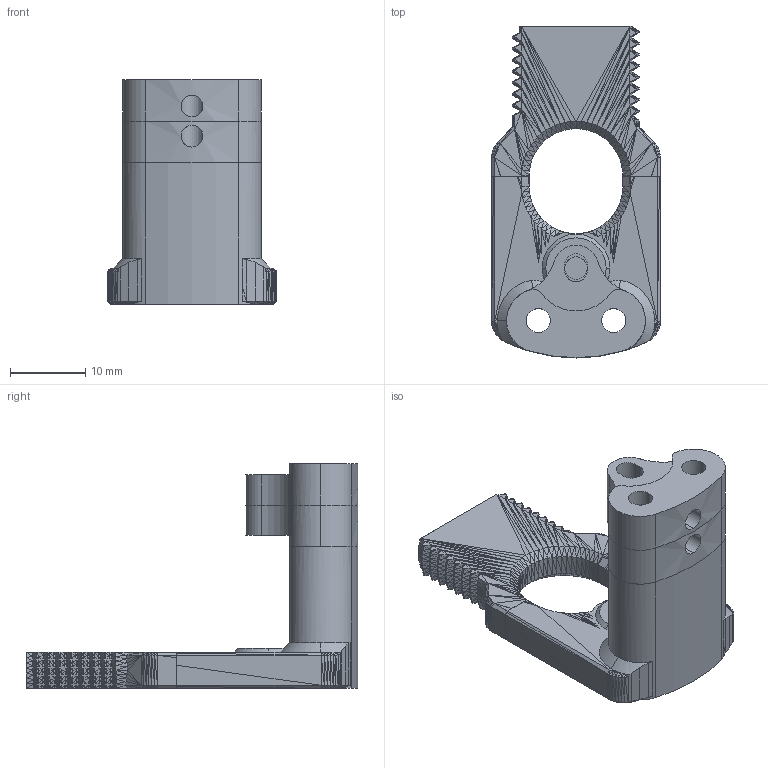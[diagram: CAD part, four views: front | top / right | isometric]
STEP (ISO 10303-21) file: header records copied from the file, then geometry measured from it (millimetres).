
FILE_DESCRIPTION (( 'STEP AP214' ), '1' );
FILE_NAME ('BMGobius Idler.STEP', '2018-06-06T00:14:35', ( '' ), ( '' ), 'SwSTEP 2.0', 'SolidWorks 2013', '' );
FILE_SCHEMA (( 'AUTOMOTIVE_DESIGN' ));
Length unit declared in the file: millimetre
Products named in the file (1): BMGobius Idler
Bounding box: 22.4 x 44.02 x 29.8 mm (x, y, z)
Volume: 5958.2 mm3; surface area: 5131.1 mm2
Topology: 4 solids, 4 shells, 2312 faces, 3850 edges, 1547 vertices
Faces by surface type: plane 2241, cylinder 55, cone 16
Entity records: 49058 total; most frequent: DIRECTION 8585, CARTESIAN_POINT 8114, ORIENTED_EDGE 7700, EDGE_CURVE 3850, VECTOR 3605, LINE 3605, AXIS2_PLACEMENT_3D 2490, EDGE_LOOP 2333
